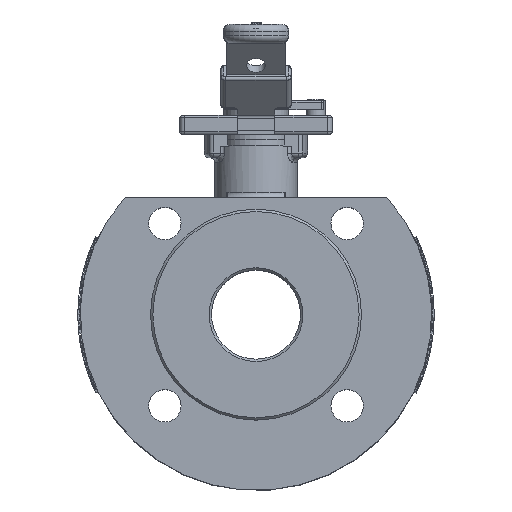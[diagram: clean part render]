
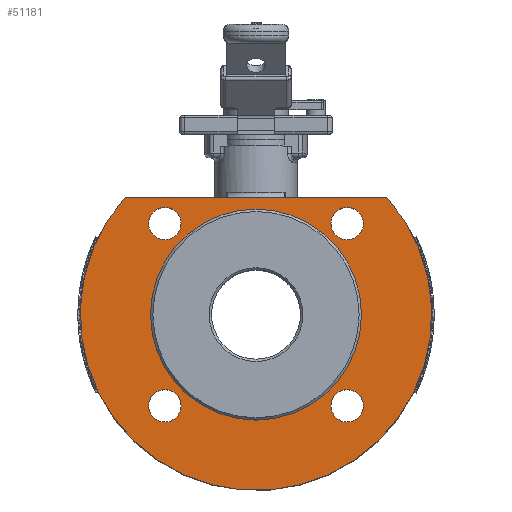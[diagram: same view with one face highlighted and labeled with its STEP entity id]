
A CAD part, top view. The second image highlights one B-rep face of the part: STEP entity #51181.
In plain terms, the highlighted planar face has unit normal (0, 0, 1).
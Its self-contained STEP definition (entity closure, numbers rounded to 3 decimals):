
#807=CIRCLE('',#52873,75.);
#1221=CIRCLE('',#53826,6.918);
#1222=CIRCLE('',#53827,6.918);
#1223=CIRCLE('',#53829,6.918);
#1224=CIRCLE('',#53830,6.918);
#1225=CIRCLE('',#53832,6.918);
#1226=CIRCLE('',#53833,6.918);
#1227=CIRCLE('',#53835,6.918);
#1228=CIRCLE('',#53836,6.918);
#1230=CIRCLE('',#53840,45.);
#1717=FACE_BOUND('',#10104,.T.);
#1718=FACE_BOUND('',#10105,.T.);
#1719=FACE_BOUND('',#10106,.T.);
#1720=FACE_BOUND('',#10107,.T.);
#1721=FACE_BOUND('',#10108,.T.);
#7168=FACE_OUTER_BOUND('',#10103,.T.);
#10103=EDGE_LOOP('',(#41764,#41765));
#10104=EDGE_LOOP('',(#41766,#41767));
#10105=EDGE_LOOP('',(#41768,#41769));
#10106=EDGE_LOOP('',(#41770,#41771));
#10107=EDGE_LOOP('',(#41772,#41773));
#10108=EDGE_LOOP('',(#41774));
#13534=LINE('',#101078,#17466);
#17466=VECTOR('',#60648,10.);
#21033=VERTEX_POINT('',#85702);
#21034=VERTEX_POINT('',#85704);
#22353=VERTEX_POINT('',#101886);
#22354=VERTEX_POINT('',#101887);
#22355=VERTEX_POINT('',#101892);
#22356=VERTEX_POINT('',#101893);
#22357=VERTEX_POINT('',#101898);
#22358=VERTEX_POINT('',#101899);
#22359=VERTEX_POINT('',#101904);
#22360=VERTEX_POINT('',#101905);
#22362=VERTEX_POINT('',#101914);
#26842=EDGE_CURVE('',#21034,#21033,#807,.T.);
#28699=EDGE_CURVE('',#21033,#21034,#13534,.T.);
#28988=EDGE_CURVE('',#22353,#22354,#1221,.T.);
#28989=EDGE_CURVE('',#22354,#22353,#1222,.T.);
#28991=EDGE_CURVE('',#22355,#22356,#1223,.T.);
#28992=EDGE_CURVE('',#22356,#22355,#1224,.T.);
#28994=EDGE_CURVE('',#22357,#22358,#1225,.T.);
#28995=EDGE_CURVE('',#22358,#22357,#1226,.T.);
#28997=EDGE_CURVE('',#22359,#22360,#1227,.T.);
#28998=EDGE_CURVE('',#22360,#22359,#1228,.T.);
#29003=EDGE_CURVE('',#22362,#22362,#1230,.T.);
#41764=ORIENTED_EDGE('',*,*,#28699,.T.);
#41765=ORIENTED_EDGE('',*,*,#26842,.T.);
#41766=ORIENTED_EDGE('',*,*,#28988,.T.);
#41767=ORIENTED_EDGE('',*,*,#28989,.T.);
#41768=ORIENTED_EDGE('',*,*,#28991,.T.);
#41769=ORIENTED_EDGE('',*,*,#28992,.T.);
#41770=ORIENTED_EDGE('',*,*,#28994,.T.);
#41771=ORIENTED_EDGE('',*,*,#28995,.T.);
#41772=ORIENTED_EDGE('',*,*,#28997,.T.);
#41773=ORIENTED_EDGE('',*,*,#28998,.T.);
#41774=ORIENTED_EDGE('',*,*,#29003,.T.);
#46085=PLANE('',#53842);
#51181=ADVANCED_FACE('',(#7168,#1717,#1718,#1719,#1720,#1721),#46085,.T.);
#52873=AXIS2_PLACEMENT_3D('',#85705,#58310,#58311);
#53826=AXIS2_PLACEMENT_3D('',#101888,#61304,#61305);
#53827=AXIS2_PLACEMENT_3D('',#101889,#61306,#61307);
#53829=AXIS2_PLACEMENT_3D('',#101894,#61311,#61312);
#53830=AXIS2_PLACEMENT_3D('',#101895,#61313,#61314);
#53832=AXIS2_PLACEMENT_3D('',#101900,#61318,#61319);
#53833=AXIS2_PLACEMENT_3D('',#101901,#61320,#61321);
#53835=AXIS2_PLACEMENT_3D('',#101906,#61325,#61326);
#53836=AXIS2_PLACEMENT_3D('',#101907,#61327,#61328);
#53840=AXIS2_PLACEMENT_3D('',#101916,#61338,#61339);
#53842=AXIS2_PLACEMENT_3D('',#101918,#61342,#61343);
#58310=DIRECTION('center_axis',(0.,0.,1.));
#58311=DIRECTION('ref_axis',(-0.745,0.667,0.));
#60648=DIRECTION('',(-1.,0.,0.));
#61304=DIRECTION('center_axis',(0.,0.,-1.));
#61305=DIRECTION('ref_axis',(1.,0.,0.));
#61306=DIRECTION('center_axis',(0.,0.,-1.));
#61307=DIRECTION('ref_axis',(1.,0.,0.));
#61311=DIRECTION('center_axis',(0.,0.,-1.));
#61312=DIRECTION('ref_axis',(1.,0.,0.));
#61313=DIRECTION('center_axis',(0.,0.,-1.));
#61314=DIRECTION('ref_axis',(1.,0.,0.));
#61318=DIRECTION('center_axis',(0.,0.,-1.));
#61319=DIRECTION('ref_axis',(1.,0.,0.));
#61320=DIRECTION('center_axis',(0.,0.,-1.));
#61321=DIRECTION('ref_axis',(1.,0.,0.));
#61325=DIRECTION('center_axis',(0.,0.,-1.));
#61326=DIRECTION('ref_axis',(1.,0.,0.));
#61327=DIRECTION('center_axis',(0.,0.,-1.));
#61328=DIRECTION('ref_axis',(1.,0.,0.));
#61338=DIRECTION('center_axis',(0.,0.,-1.));
#61339=DIRECTION('ref_axis',(-1.,0.,0.));
#61342=DIRECTION('center_axis',(0.,0.,1.));
#61343=DIRECTION('ref_axis',(1.,0.,0.));
#85702=CARTESIAN_POINT('',(55.902,50.,29.));
#85704=CARTESIAN_POINT('',(-55.902,50.,29.));
#85705=CARTESIAN_POINT('Origin',(0.,0.,29.));
#101078=CARTESIAN_POINT('',(55.902,50.,29.));
#101886=CARTESIAN_POINT('',(-31.973,-38.891,29.));
#101887=CARTESIAN_POINT('',(-45.808,-38.891,29.));
#101888=CARTESIAN_POINT('Origin',(-38.891,-38.891,29.));
#101889=CARTESIAN_POINT('Origin',(-38.891,-38.891,29.));
#101892=CARTESIAN_POINT('',(45.808,38.891,29.));
#101893=CARTESIAN_POINT('',(31.973,38.891,29.));
#101894=CARTESIAN_POINT('Origin',(38.891,38.891,29.));
#101895=CARTESIAN_POINT('Origin',(38.891,38.891,29.));
#101898=CARTESIAN_POINT('',(-31.973,38.891,29.));
#101899=CARTESIAN_POINT('',(-45.808,38.891,29.));
#101900=CARTESIAN_POINT('Origin',(-38.891,38.891,29.));
#101901=CARTESIAN_POINT('Origin',(-38.891,38.891,29.));
#101904=CARTESIAN_POINT('',(45.808,-38.891,29.));
#101905=CARTESIAN_POINT('',(31.973,-38.891,29.));
#101906=CARTESIAN_POINT('Origin',(38.891,-38.891,29.));
#101907=CARTESIAN_POINT('Origin',(38.891,-38.891,29.));
#101914=CARTESIAN_POINT('',(45.,0.,29.));
#101916=CARTESIAN_POINT('Origin',(0.,0.,29.));
#101918=CARTESIAN_POINT('Origin',(0.,-1.885,
29.));
